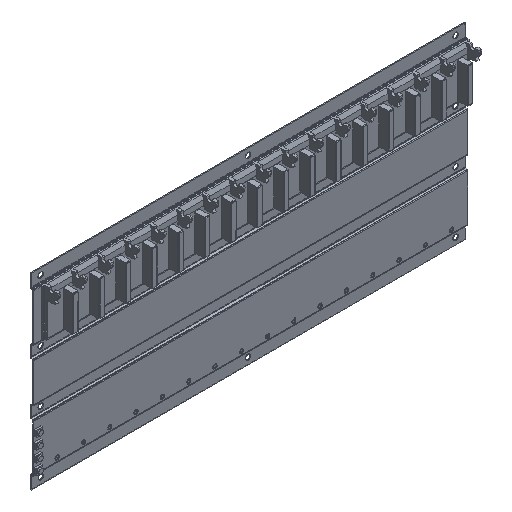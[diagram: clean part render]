
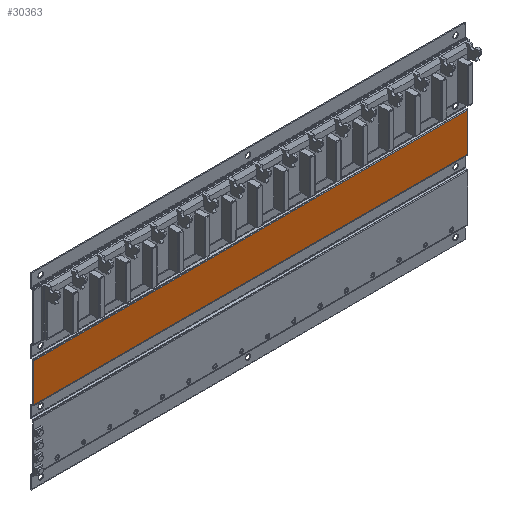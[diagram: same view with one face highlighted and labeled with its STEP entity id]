
A CAD part, isometric view. The second image highlights one B-rep face of the part: STEP entity #30363.
In plain terms, the highlighted planar face has unit normal (0, -1, 0).
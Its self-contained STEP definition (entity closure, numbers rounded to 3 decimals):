
#30300=CARTESIAN_POINT('POINT6464',(671.,
   -5.16,-29.444));
#30301=VERTEX_POINT('VERTEX6464',#30300);
#30309=CARTESIAN_POINT('POINT6465',(0.,
   -5.16,-29.444));
#30310=VERTEX_POINT('VERTEX6465',#30309);
#30311=CARTESIAN_POINT('POS12276',(0.,
   -5.16,-29.444));
#30312=DIRECTION('DIR17059',(1.,0.,
   0.));
#30313=VECTOR('VEC7493',#30312,1.);
#30314=LINE('STRAIGHT7493',#30311,#30313);
#30315=EDGE_CURVE('EDGE9697',#30310,#30301,#30314,.T.);
#30333=CARTESIAN_POINT('POINT6466',(671.,
   -5.16,29.444));
#30334=VERTEX_POINT('VERTEX6466',#30333);
#30335=CARTESIAN_POINT('POS12279',(671.,
   -5.16,-29.444));
#30336=DIRECTION('DIR17064',(0.,0.,
   1.));
#30337=VECTOR('VEC7494',#30336,1.);
#30338=LINE('STRAIGHT7494',#30335,#30337);
#30339=EDGE_CURVE('EDGE9699',#30301,#30334,#30338,.T.);
#30340=ORIENTED_EDGE('COEDGE19233',*,*,#30339,.T.);
#30341=CARTESIAN_POINT('POINT6467',(0.,
   -5.16,29.444));
#30342=VERTEX_POINT('VERTEX6467',#30341);
#30343=CARTESIAN_POINT('POS12280',(0.,
   -5.16,29.444));
#30344=DIRECTION('DIR17065',(1.,0.,
   0.));
#30345=VECTOR('VEC7495',#30344,1.);
#30346=LINE('STRAIGHT7495',#30343,#30345);
#30347=EDGE_CURVE('EDGE9700',#30342,#30334,#30346,.T.);
#30348=ORIENTED_EDGE('COEDGE19234',*,*,#30347,.F.);
#30349=CARTESIAN_POINT('POS12281',(0.,
   -5.16,-29.444));
#30350=DIRECTION('DIR17066',(0.,0.,
   1.));
#30351=VECTOR('VEC7496',#30350,1.);
#30352=LINE('STRAIGHT7496',#30349,#30351);
#30353=EDGE_CURVE('EDGE9701',#30310,#30342,#30352,.T.);
#30354=ORIENTED_EDGE('COEDGE19235',*,*,#30353,.F.);
#30355=ORIENTED_EDGE('COEDGE19236',*,*,#30315,.T.);
#30356=EDGE_LOOP('NONE',(#30340,#30348,#30354,#30355));
#30357=FACE_BOUND('LOOP1',#30356,.T.);
#30358=CARTESIAN_POINT('POS12282',(0.,
   -5.16,-29.444));
#30359=DIRECTION('DIR17067',(0.,-1.,0.))
   ;
#30360=DIRECTION('DIR17068',(1.,0.,0.));
#30361=AXIS2_PLACEMENT_3D('AXIS4786',#30358,#30359,#30360);
#30362=PLANE('PLANE2356',#30361);
#30363=ADVANCED_FACE('FACE3510',(#30357),#30362,.T.);
